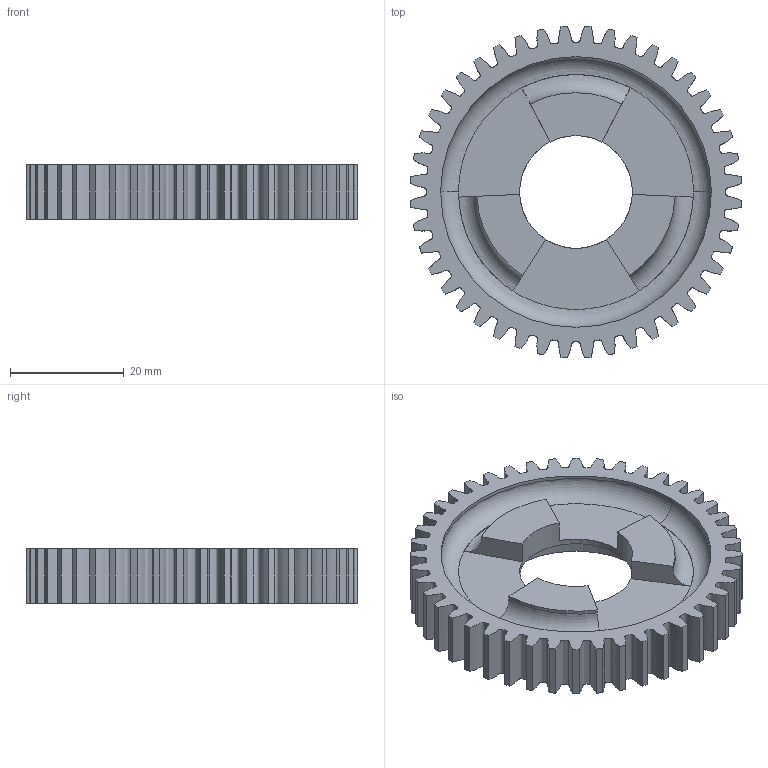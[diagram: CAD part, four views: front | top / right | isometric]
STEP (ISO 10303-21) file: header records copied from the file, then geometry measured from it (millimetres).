
FILE_DESCRIPTION (( 'STEP AP203' ), '1' );
FILE_NAME ('44.DOG.VP.STEP', '2014-06-22T00:19:05', ( '' ), ( '' ), 'SwSTEP 2.0', 'SolidWorks 2013', '' );
FILE_SCHEMA (( 'CONFIG_CONTROL_DESIGN' ));
Length unit declared in the file: inch
Products named in the file (1): 44.DOG.VP
Bounding box: 58.34 x 58.34 x 9.53 mm (x, y, z)
Volume: 15401.6 mm3; surface area: 8909.6 mm2
Topology: 1 solids, 1 shells, 115 faces, 331 edges, 220 vertices
Faces by surface type: cylinder 53, bspline 44, plane 13, torus 5
Entity records: 18065 total; most frequent: CARTESIAN_POINT 15143, ORIENTED_EDGE 662, DIRECTION 512, EDGE_CURVE 331, VERTEX_POINT 220, AXIS2_PLACEMENT_3D 197, CIRCLE 125, EDGE_LOOP 119
